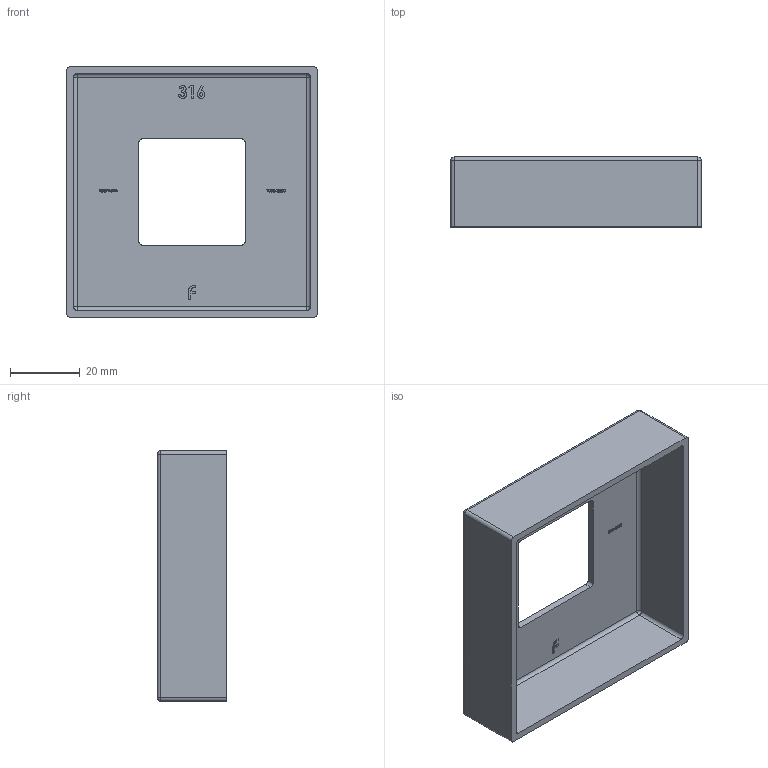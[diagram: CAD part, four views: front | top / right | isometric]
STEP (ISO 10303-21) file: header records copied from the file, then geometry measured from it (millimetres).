
FILE_DESCRIPTION (( 'STEP AP203' ), '1' );
FILE_NAME ('100043030.step', '2020-11-05T12:45:57', ( '' ), ( '' ), 'SwSTEP 2.0', 'SolidWorks 2018', '' );
FILE_SCHEMA (( 'CONFIG_CONTROL_DESIGN' ));
Length unit declared in the file: millimetre
Products named in the file (2): 100043030
Bounding box: 72 x 20 x 72 mm (x, y, z)
Volume: 18582.3 mm3; surface area: 19110.4 mm2
Topology: 1 solids, 1 shells, 319 faces, 839 edges, 546 vertices
Faces by surface type: plane 147, bspline 144, cylinder 20, sphere 8
Entity records: 18212 total; most frequent: CARTESIAN_POINT 11186, ORIENTED_EDGE 1662, DIRECTION 937, EDGE_CURVE 831, VERTEX_POINT 546, LINE 503, VECTOR 503, EDGE_LOOP 353
